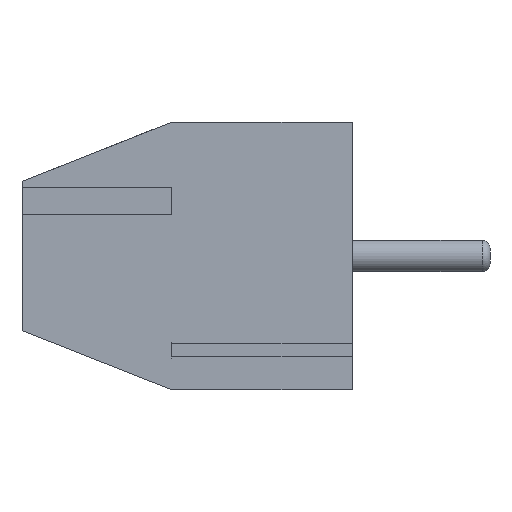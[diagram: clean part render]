
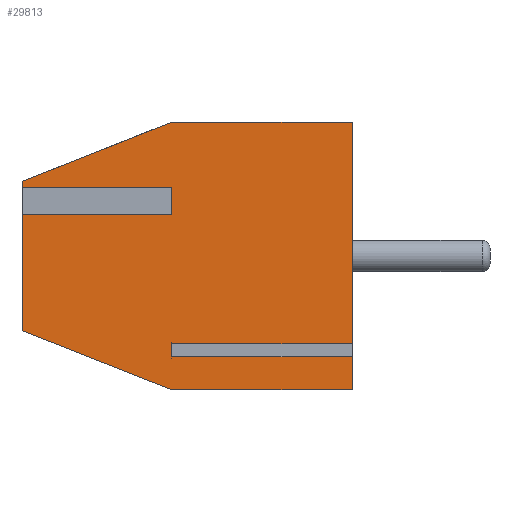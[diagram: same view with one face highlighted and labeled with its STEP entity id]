
A CAD part, left-side view. The second image highlights one B-rep face of the part: STEP entity #29813.
In plain terms, the highlighted planar face has unit normal (-1, 0, 0).
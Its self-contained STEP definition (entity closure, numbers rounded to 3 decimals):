
#106 = EDGE_CURVE ( 'NONE', #4642, #12615, #14362, .T. ) ;
#1269 = ORIENTED_EDGE ( 'NONE', *, *, #20528, .F. ) ;
#1991 = VERTEX_POINT ( 'NONE', #29339 ) ;
#2449 = DIRECTION ( 'NONE',  ( 0., 0., -1. ) ) ;
#3164 = ORIENTED_EDGE ( 'NONE', *, *, #12356, .T. ) ;
#3470 = LINE ( 'NONE', #27906, #16777 ) ;
#3716 = ORIENTED_EDGE ( 'NONE', *, *, #8742, .F. ) ;
#4437 = CARTESIAN_POINT ( 'NONE',  ( 0., 4.6, 1.168 ) ) ;
#4478 = LINE ( 'NONE', #15470, #26925 ) ;
#4633 = ORIENTED_EDGE ( 'NONE', *, *, #33822, .F. ) ;
#4642 = VERTEX_POINT ( 'NONE', #27999 ) ;
#4903 = AXIS2_PLACEMENT_3D ( 'NONE', #24354, #4978, #2449 ) ;
#4978 = DIRECTION ( 'NONE',  ( 1., 0., 0. ) ) ;
#4991 = CARTESIAN_POINT ( 'NONE',  ( 0., 8.4, 6.8 ) ) ;
#5132 = VECTOR ( 'NONE', #13808, 1000. ) ;
#5317 = LINE ( 'NONE', #13445, #18407 ) ;
#5869 = CARTESIAN_POINT ( 'NONE',  ( 0., 0., 6.8 ) ) ;
#5940 = VERTEX_POINT ( 'NONE', #22616 ) ;
#6474 = VECTOR ( 'NONE', #23075, 1000. ) ;
#6580 = CARTESIAN_POINT ( 'NONE',  ( 0., 0., 6.8 ) ) ;
#6883 = VECTOR ( 'NONE', #29661, 1000. ) ;
#7699 = EDGE_CURVE ( 'NONE', #5940, #15106, #34387, .T. ) ;
#8070 = EDGE_CURVE ( 'NONE', #24479, #14957, #27522, .T. ) ;
#8091 = CARTESIAN_POINT ( 'NONE',  ( 0., 0., 0.832 ) ) ;
#8257 = CARTESIAN_POINT ( 'NONE',  ( 0., 8.4, 4.968 ) ) ;
#8742 = EDGE_CURVE ( 'NONE', #8809, #26944, #21901, .T. ) ;
#8809 = VERTEX_POINT ( 'NONE', #16386 ) ;
#9045 = ORIENTED_EDGE ( 'NONE', *, *, #21752, .T. ) ;
#9651 = VECTOR ( 'NONE', #10606, 1000. ) ;
#10022 = ORIENTED_EDGE ( 'NONE', *, *, #28799, .F. ) ;
#10136 = CARTESIAN_POINT ( 'NONE',  ( 0., 4.6, 4.632 ) ) ;
#10606 = DIRECTION ( 'NONE',  ( 0., -0.93, 0.367 ) ) ;
#10742 = DIRECTION ( 'NONE',  ( 0., -1., 0. ) ) ;
#10821 = CARTESIAN_POINT ( 'NONE',  ( 0., 8.4, 6.8 ) ) ;
#10893 = FACE_OUTER_BOUND ( 'NONE', #18639, .T. ) ;
#11494 = CARTESIAN_POINT ( 'NONE',  ( 0., 4.6, 0. ) ) ;
#12163 = LINE ( 'NONE', #28119, #35294 ) ;
#12306 = ORIENTED_EDGE ( 'NONE', *, *, #20726, .T. ) ;
#12343 = CARTESIAN_POINT ( 'NONE',  ( 0., 0., 1.168 ) ) ;
#12356 = EDGE_CURVE ( 'NONE', #25528, #14698, #3470, .T. ) ;
#12615 = VERTEX_POINT ( 'NONE', #10136 ) ;
#13096 = PLANE ( 'NONE',  #4903 ) ;
#13268 = VECTOR ( 'NONE', #18112, 1000. ) ;
#13445 = CARTESIAN_POINT ( 'NONE',  ( 0., 8.4, 1.5 ) ) ;
#13808 = DIRECTION ( 'NONE',  ( 0., 0., 1. ) ) ;
#14042 = ORIENTED_EDGE ( 'NONE', *, *, #106, .T. ) ;
#14362 = LINE ( 'NONE', #14530, #35212 ) ;
#14530 = CARTESIAN_POINT ( 'NONE',  ( 0., 4.6, 4.968 ) ) ;
#14698 = VERTEX_POINT ( 'NONE', #12343 ) ;
#14957 = VERTEX_POINT ( 'NONE', #15532 ) ;
#15106 = VERTEX_POINT ( 'NONE', #8091 ) ;
#15470 = CARTESIAN_POINT ( 'NONE',  ( 0., 8.4, 6.8 ) ) ;
#15532 = CARTESIAN_POINT ( 'NONE',  ( 0., 8.4, 4.632 ) ) ;
#16386 = CARTESIAN_POINT ( 'NONE',  ( 0., 8.4, 5.3 ) ) ;
#16679 = LINE ( 'NONE', #5869, #5132 ) ;
#16777 = VECTOR ( 'NONE', #24661, 1000. ) ;
#17041 = EDGE_CURVE ( 'NONE', #20774, #28177, #12163, .T. ) ;
#17067 = LINE ( 'NONE', #27613, #24975 ) ;
#17383 = DIRECTION ( 'NONE',  ( 0., -1., 0. ) ) ;
#18112 = DIRECTION ( 'NONE',  ( 0., -1., 0. ) ) ;
#18210 = ORIENTED_EDGE ( 'NONE', *, *, #17041, .T. ) ;
#18232 = CARTESIAN_POINT ( 'NONE',  ( 0., 8.4, 1.5 ) ) ;
#18407 = VECTOR ( 'NONE', #24333, 1000. ) ;
#18639 = EDGE_LOOP ( 'NONE', ( #3164, #9045, #26526, #3716, #1269, #29953, #14042, #10022, #21158, #4633, #18210, #23909, #18686, #12306 ) ) ;
#18686 = ORIENTED_EDGE ( 'NONE', *, *, #7699, .F. ) ;
#18735 = CARTESIAN_POINT ( 'NONE',  ( 0., 8.4, 5.3 ) ) ;
#20528 = EDGE_CURVE ( 'NONE', #1991, #8809, #4478, .T. ) ;
#20586 = CARTESIAN_POINT ( 'NONE',  ( 0., 0., 0. ) ) ;
#20726 = EDGE_CURVE ( 'NONE', #5940, #25528, #25462, .T. ) ;
#20774 = VERTEX_POINT ( 'NONE', #11494 ) ;
#20809 = VERTEX_POINT ( 'NONE', #27988 ) ;
#21158 = ORIENTED_EDGE ( 'NONE', *, *, #8070, .F. ) ;
#21575 = LINE ( 'NONE', #8257, #32148 ) ;
#21752 = EDGE_CURVE ( 'NONE', #14698, #20809, #16679, .T. ) ;
#21901 = LINE ( 'NONE', #18735, #9651 ) ;
#22616 = CARTESIAN_POINT ( 'NONE',  ( 0., 4.6, 0.832 ) ) ;
#22926 = DIRECTION ( 'NONE',  ( 0., 0., 1. ) ) ;
#23075 = DIRECTION ( 'NONE',  ( 0., 0., 1. ) ) ;
#23422 = LINE ( 'NONE', #6580, #6474 ) ;
#23601 = EDGE_CURVE ( 'NONE', #1991, #4642, #21575, .T. ) ;
#23909 = ORIENTED_EDGE ( 'NONE', *, *, #26136, .T. ) ;
#24333 = DIRECTION ( 'NONE',  ( 0., 0.93, 0.367 ) ) ;
#24354 = CARTESIAN_POINT ( 'NONE',  ( 0., 8.4, 6.8 ) ) ;
#24479 = VERTEX_POINT ( 'NONE', #18232 ) ;
#24661 = DIRECTION ( 'NONE',  ( 0., -1., 0. ) ) ;
#24787 = DIRECTION ( 'NONE',  ( 0., -1., 0. ) ) ;
#24927 = CARTESIAN_POINT ( 'NONE',  ( 0., 4.6, 0.832 ) ) ;
#24975 = VECTOR ( 'NONE', #27972, 1000. ) ;
#25437 = DIRECTION ( 'NONE',  ( 0., 0., -1. ) ) ;
#25462 = LINE ( 'NONE', #24927, #28627 ) ;
#25528 = VERTEX_POINT ( 'NONE', #4437 ) ;
#26136 = EDGE_CURVE ( 'NONE', #28177, #15106, #23422, .T. ) ;
#26526 = ORIENTED_EDGE ( 'NONE', *, *, #33364, .F. ) ;
#26925 = VECTOR ( 'NONE', #34797, 1000. ) ;
#26944 = VERTEX_POINT ( 'NONE', #29256 ) ;
#27522 = LINE ( 'NONE', #10821, #6883 ) ;
#27613 = CARTESIAN_POINT ( 'NONE',  ( 0., 8.4, 4.632 ) ) ;
#27906 = CARTESIAN_POINT ( 'NONE',  ( 0., 4.6, 1.168 ) ) ;
#27972 = DIRECTION ( 'NONE',  ( 0., -1., 0. ) ) ;
#27988 = CARTESIAN_POINT ( 'NONE',  ( 0., 0., 6.8 ) ) ;
#27999 = CARTESIAN_POINT ( 'NONE',  ( 0., 4.6, 4.968 ) ) ;
#28119 = CARTESIAN_POINT ( 'NONE',  ( 0., 8.4, 0. ) ) ;
#28177 = VERTEX_POINT ( 'NONE', #20586 ) ;
#28627 = VECTOR ( 'NONE', #22926, 1000. ) ;
#28799 = EDGE_CURVE ( 'NONE', #14957, #12615, #17067, .T. ) ;
#29256 = CARTESIAN_POINT ( 'NONE',  ( 0., 4.6, 6.8 ) ) ;
#29339 = CARTESIAN_POINT ( 'NONE',  ( 0., 8.4, 4.968 ) ) ;
#29575 = LINE ( 'NONE', #4991, #35495 ) ;
#29661 = DIRECTION ( 'NONE',  ( 0., 0., 1. ) ) ;
#29813 = ADVANCED_FACE ( 'NONE', ( #10893 ), #13096, .F. ) ;
#29953 = ORIENTED_EDGE ( 'NONE', *, *, #23601, .T. ) ;
#31507 = CARTESIAN_POINT ( 'NONE',  ( 0., 4.6, 0.832 ) ) ;
#32148 = VECTOR ( 'NONE', #24787, 1000. ) ;
#33364 = EDGE_CURVE ( 'NONE', #26944, #20809, #29575, .T. ) ;
#33822 = EDGE_CURVE ( 'NONE', #20774, #24479, #5317, .T. ) ;
#34387 = LINE ( 'NONE', #31507, #13268 ) ;
#34797 = DIRECTION ( 'NONE',  ( 0., 0., 1. ) ) ;
#35212 = VECTOR ( 'NONE', #25437, 1000. ) ;
#35294 = VECTOR ( 'NONE', #17383, 1000. ) ;
#35495 = VECTOR ( 'NONE', #10742, 1000. ) ;
